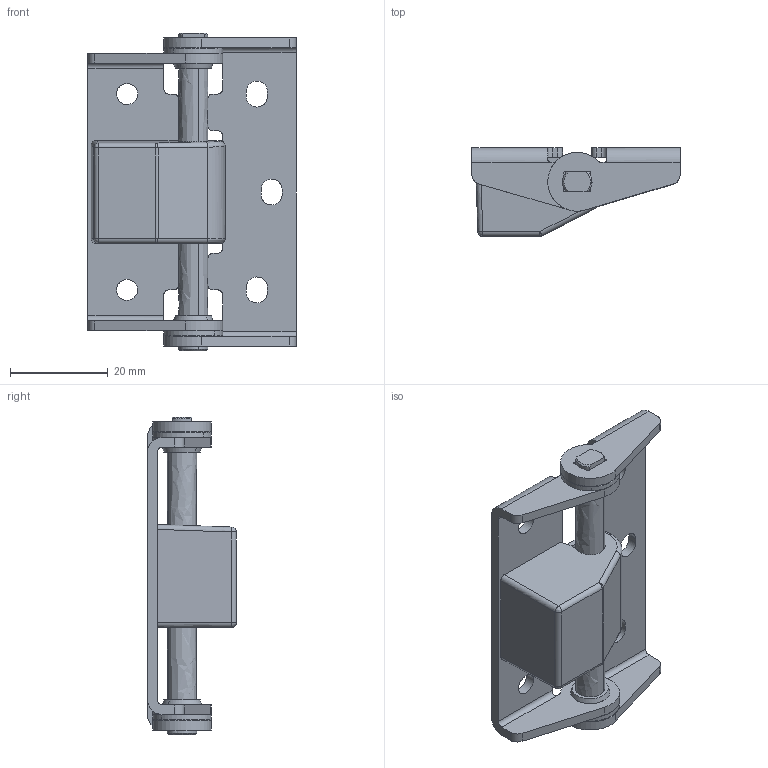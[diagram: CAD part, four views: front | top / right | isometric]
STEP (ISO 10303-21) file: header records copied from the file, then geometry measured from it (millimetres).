
FILE_DESCRIPTION((''),'2;1');
FILE_NAME('','2007-04-02T16:47:51',(''),(''),'','CADfix','');
FILE_SCHEMA(('AUTOMOTIVE_DESIGN { 1 0 10303 214 1 1 1 1 }'));
Length unit declared in the file: millimetre
Bounding box: 42.5 x 18.1 x 64.9 mm (x, y, z)
Volume: 10103.5 mm3; surface area: 13763.4 mm2
Topology: 8 solids, 8 shells, 253 faces, 837 edges, 604 vertices
Faces by surface type: bspline 253
Entity records: 11455 total; most frequent: CARTESIAN_POINT 6420, ORIENTED_EDGE 1674, EDGE_CURVE 837, VERTEX_POINT 604, QUASI_UNIFORM_CURVE 449, B_SPLINE_CURVE_WITH_KNOTS 386, EDGE_LOOP 285, FACE_OUTER_BOUND 253
